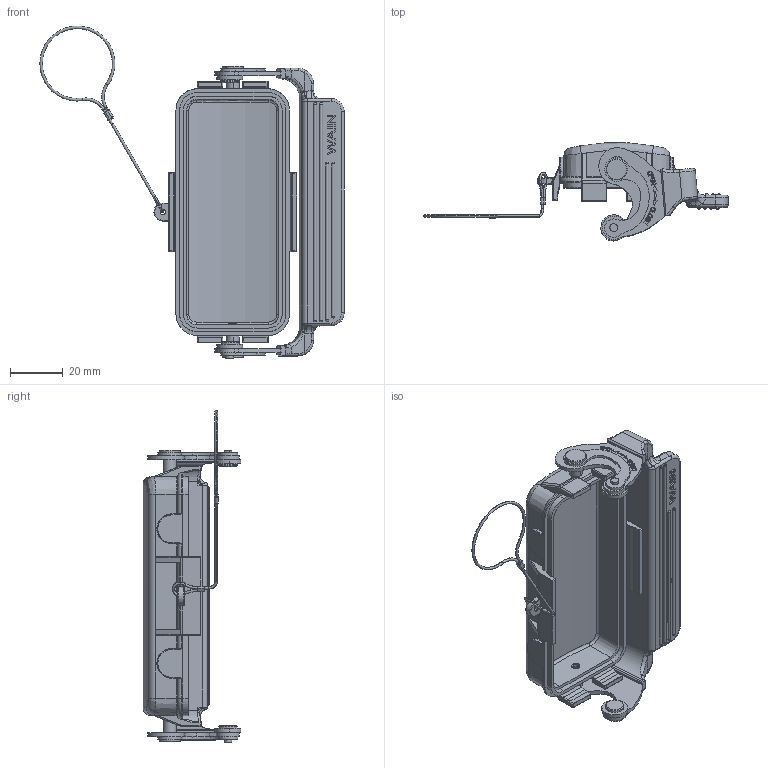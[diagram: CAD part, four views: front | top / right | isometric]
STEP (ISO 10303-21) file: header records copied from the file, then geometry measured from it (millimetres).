
FILE_DESCRIPTION((''),'2;1');
FILE_NAME('ASM0036_ASM','2021-11-22T',('dn.ye'),(''),'PRO/ENGINEER BY PARAMETRIC TECHNOLOGY CORPORATION, 2012480','PRO/ENGINEER BY PARAMETRIC TECHNOLOGY CORPORATION, 2012480','');
FILE_SCHEMA(('AUTOMOTIVE_DESIGN { 1 0 10303 214 1 1 1 1 }'));
Length unit declared in the file: millimetre
Products named in the file (11): PRT0128; 16B-TIEJIAN_11; 16B-TPR_27; XIAODING_7; GUNLUN_1; WLSC-2_21; MAODING_11; L16B-B-SC_ASM_1_ASM; L16B-B-SC_ASM; 5; ASM0036_ASM
Assembly tree (14 placements, depth 4):
  ASM0036_ASM
    PRT0128
    L16B-B-SC_ASM
      L16B-B-SC_ASM_1_ASM
        16B-TIEJIAN_11
        16B-TPR_27
        XIAODING_7  x2
        GUNLUN_1  x2
        WLSC-2_21  x2
        MAODING_11  x2
    5
Bounding box: 115.47 x 37.03 x 125.95 mm (x, y, z)
Volume: 35515.7 mm3; surface area: 39497.7 mm2
Topology: 12 solids, 21 shells, 1389 faces, 3750 edges, 2453 vertices
Faces by surface type: plane 518, cylinder 359, extrusion 270, bspline 99, torus 91, cone 38, sphere 14
Entity records: 56250 total; most frequent: CARTESIAN_POINT 16168, ORIENTED_EDGE 7138, DIRECTION 5841, EDGE_CURVE 3596, VERTEX_POINT 2359, VECTOR 2095, AXIS2_PLACEMENT_3D 1873, LINE 1825
